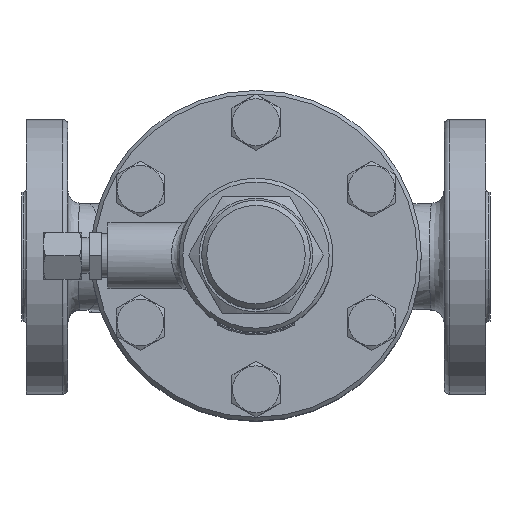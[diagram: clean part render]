
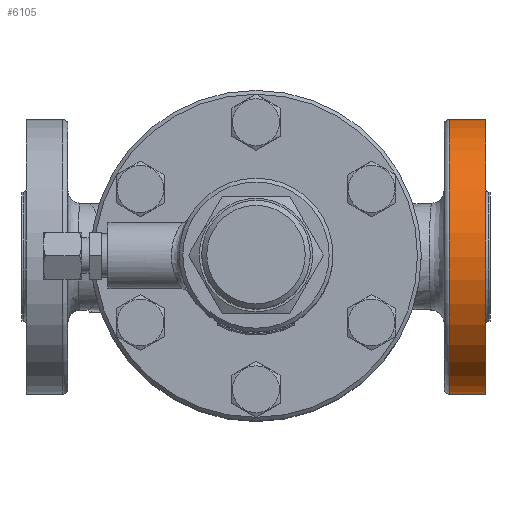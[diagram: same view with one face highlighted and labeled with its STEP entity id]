
A CAD part, top view. The second image highlights one B-rep face of the part: STEP entity #6105.
In plain terms, the highlighted cylindrical face has radius 54 mm (diameter 108 mm), a full revolution.
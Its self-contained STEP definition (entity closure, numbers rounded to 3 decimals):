
#819=LINE('',#12503,#1198);
#1198=VECTOR('',#8306,54.);
#1257=CYLINDRICAL_SURFACE('',#6727,54.);
#1615=FACE_OUTER_BOUND('',#2058,.T.);
#2058=EDGE_LOOP('',(#5521,#5522,#5523,#5524,#5525,#5526));
#2304=CIRCLE('',#6709,54.);
#2305=CIRCLE('',#6710,54.);
#2314=CIRCLE('',#6724,54.);
#2316=CIRCLE('',#6726,54.);
#2884=VERTEX_POINT('',#12468);
#2885=VERTEX_POINT('',#12469);
#2894=VERTEX_POINT('',#12497);
#2895=VERTEX_POINT('',#12498);
#3758=EDGE_CURVE('',#2884,#2885,#2304,.T.);
#3759=EDGE_CURVE('',#2885,#2884,#2305,.T.);
#3772=EDGE_CURVE('',#2894,#2895,#2314,.T.);
#3774=EDGE_CURVE('',#2895,#2894,#2316,.T.);
#3775=EDGE_CURVE('',#2894,#2885,#819,.T.);
#5521=ORIENTED_EDGE('',*,*,#3772,.F.);
#5522=ORIENTED_EDGE('',*,*,#3775,.T.);
#5523=ORIENTED_EDGE('',*,*,#3759,.T.);
#5524=ORIENTED_EDGE('',*,*,#3758,.T.);
#5525=ORIENTED_EDGE('',*,*,#3775,.F.);
#5526=ORIENTED_EDGE('',*,*,#3774,.F.);
#6105=ADVANCED_FACE('',(#1615),#1257,.T.);
#6709=AXIS2_PLACEMENT_3D('',#12470,#8264,#8265);
#6710=AXIS2_PLACEMENT_3D('',#12471,#8266,#8267);
#6724=AXIS2_PLACEMENT_3D('',#12499,#8298,#8299);
#6726=AXIS2_PLACEMENT_3D('',#12501,#8302,#8303);
#6727=AXIS2_PLACEMENT_3D('',#12502,#8304,#8305);
#8264=DIRECTION('center_axis',(-1.,0.,0.));
#8265=DIRECTION('ref_axis',(0.,-1.,0.));
#8266=DIRECTION('center_axis',(-1.,0.,0.));
#8267=DIRECTION('ref_axis',(0.,-1.,0.));
#8298=DIRECTION('center_axis',(-1.,0.,0.));
#8299=DIRECTION('ref_axis',(0.,-1.,0.));
#8302=DIRECTION('center_axis',(-1.,0.,0.));
#8303=DIRECTION('ref_axis',(0.,-1.,0.));
#8304=DIRECTION('center_axis',(-1.,0.,0.));
#8305=DIRECTION('ref_axis',(0.,-1.,0.));
#8306=DIRECTION('',(1.,0.,0.));
#12468=CARTESIAN_POINT('',(90.4,0.,-119.));
#12469=CARTESIAN_POINT('',(90.4,54.,-65.));
#12470=CARTESIAN_POINT('Origin',(90.4,0.,-65.));
#12471=CARTESIAN_POINT('Origin',(90.4,0.,-65.));
#12497=CARTESIAN_POINT('',(76.,54.,-65.));
#12498=CARTESIAN_POINT('',(76.,0.,-11.));
#12499=CARTESIAN_POINT('Origin',(76.,0.,-65.));
#12501=CARTESIAN_POINT('Origin',(76.,0.,-65.));
#12502=CARTESIAN_POINT('Origin',(92.,0.,-65.));
#12503=CARTESIAN_POINT('',(92.,54.,-65.));
